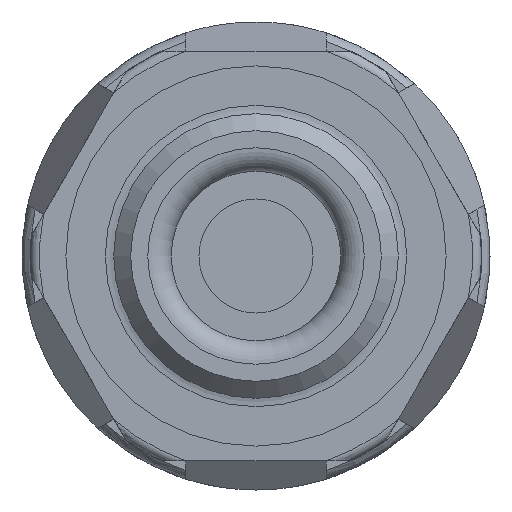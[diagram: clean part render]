
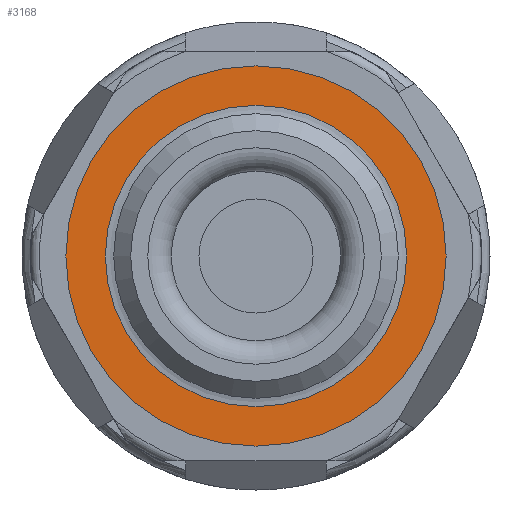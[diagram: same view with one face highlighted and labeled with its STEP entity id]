
A CAD part, front view. The second image highlights one B-rep face of the part: STEP entity #3168.
In plain terms, the highlighted planar face has unit normal (0, -1, 0).
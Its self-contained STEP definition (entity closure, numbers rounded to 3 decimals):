
#796=ORIENTED_EDGE('',*,*,#1409,.T.);
#797=ORIENTED_EDGE('',*,*,#1408,.F.);
#1408=EDGE_CURVE('',#1696,#1696,#1810,.T.);
#1409=EDGE_CURVE('',#1697,#1697,#1811,.T.);
#1696=VERTEX_POINT('',#4749);
#1697=VERTEX_POINT('',#4752);
#1810=CIRCLE('',#3384,5.15);
#1811=CIRCLE('',#3386,6.5);
#1896=EDGE_LOOP('',(#796));
#1897=EDGE_LOOP('',(#797));
#2046=FACE_BOUND('',#1896,.T.);
#2047=FACE_BOUND('',#1897,.T.);
#2138=PLANE('',#3385);
#3168=ADVANCED_FACE('',(#2046,#2047),#2138,.T.);
#3384=AXIS2_PLACEMENT_3D('',#4748,#3856,#3857);
#3385=AXIS2_PLACEMENT_3D('',#4750,#3858,#3859);
#3386=AXIS2_PLACEMENT_3D('',#4751,#3860,#3861);
#3856=DIRECTION('',(0.,-1.,0.));
#3857=DIRECTION('',(0.,0.,-1.));
#3858=DIRECTION('',(0.,-1.,0.));
#3859=DIRECTION('',(0.,0.,-1.));
#3860=DIRECTION('',(0.,-1.,0.));
#3861=DIRECTION('',(0.,0.,-1.));
#4748=CARTESIAN_POINT('',(0.,5.4,0.));
#4749=CARTESIAN_POINT('',(0.,5.4,-5.15));
#4750=CARTESIAN_POINT('',(5.15,5.4,0.));
#4751=CARTESIAN_POINT('',(0.,5.4,0.));
#4752=CARTESIAN_POINT('',(0.,5.4,-6.5));
